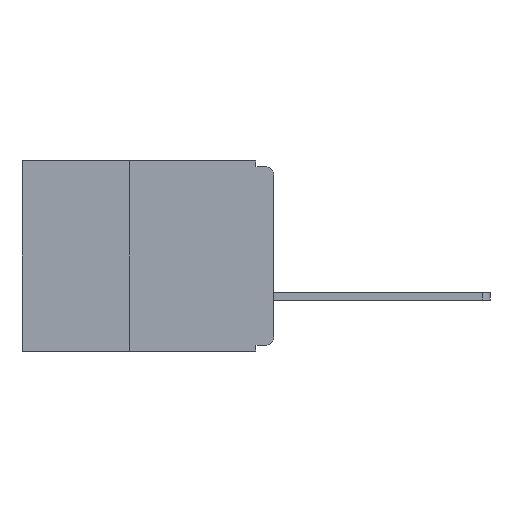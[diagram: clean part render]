
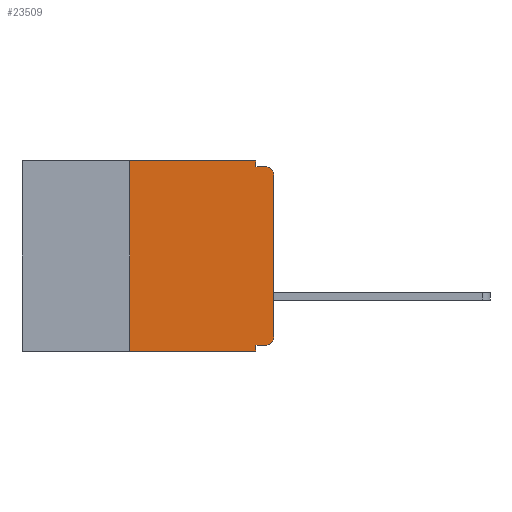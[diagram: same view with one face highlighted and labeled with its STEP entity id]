
A CAD part, left-side view. The second image highlights one B-rep face of the part: STEP entity #23509.
In plain terms, the highlighted planar face has unit normal (-1, 0, 0).
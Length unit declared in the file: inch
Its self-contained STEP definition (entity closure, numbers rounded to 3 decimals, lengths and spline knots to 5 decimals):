
#679 = ORIENTED_EDGE ( 'NONE', *, *, #5827, .T. ) ;
#839 = CARTESIAN_POINT ( 'NONE',  ( 0., 0.031, -0.33 ) ) ;
#1529 = CARTESIAN_POINT ( 'NONE',  ( 0., 0.031, -0.32 ) ) ;
#1709 = CARTESIAN_POINT ( 'NONE',  ( 0., 0.015, -0.32 ) ) ;
#1719 = EDGE_CURVE ( 'NONE', #25953, #25818, #17510, .T. ) ;
#2534 = CARTESIAN_POINT ( 'NONE',  ( 0., 0., -0.01 ) ) ;
#2741 = DIRECTION ( 'NONE',  ( 0., 0., -1. ) ) ;
#2819 = ORIENTED_EDGE ( 'NONE', *, *, #24312, .F. ) ;
#2914 = LINE ( 'NONE', #839, #9556 ) ;
#2974 = AXIS2_PLACEMENT_3D ( 'NONE', #23321, #10812, #25353 ) ;
#3052 = DIRECTION ( 'NONE',  ( 0., 0., -1. ) ) ;
#3097 = EDGE_CURVE ( 'NONE', #14385, #13143, #25311, .T. ) ;
#3120 = LINE ( 'NONE', #8439, #25093 ) ;
#3765 = ORIENTED_EDGE ( 'NONE', *, *, #11455, .F. ) ;
#4156 = DIRECTION ( 'NONE',  ( -1., 0., 0. ) ) ;
#4359 = LINE ( 'NONE', #10922, #14627 ) ;
#4529 = CARTESIAN_POINT ( 'NONE',  ( 0., 0.015, -0.025 ) ) ;
#4711 = VECTOR ( 'NONE', #24651, 39.37008 ) ;
#5186 = CARTESIAN_POINT ( 'NONE',  ( 0., 0.25, -0.33 ) ) ;
#5479 = LINE ( 'NONE', #2534, #6189 ) ;
#5827 = EDGE_CURVE ( 'NONE', #25953, #23123, #13476, .T. ) ;
#5842 = CARTESIAN_POINT ( 'NONE',  ( 0., 0.25, 0. ) ) ;
#6189 = VECTOR ( 'NONE', #15636, 39.37008 ) ;
#6302 = DIRECTION ( 'NONE',  ( 0., 1., 0. ) ) ;
#7579 = VERTEX_POINT ( 'NONE', #22432 ) ;
#7646 = ORIENTED_EDGE ( 'NONE', *, *, #1719, .F. ) ;
#7833 = EDGE_CURVE ( 'NONE', #8035, #14385, #3120, .T. ) ;
#8035 = VERTEX_POINT ( 'NONE', #24103 ) ;
#8280 = VERTEX_POINT ( 'NONE', #22921 ) ;
#8439 = CARTESIAN_POINT ( 'NONE',  ( 0., 0., 0. ) ) ;
#9556 = VECTOR ( 'NONE', #3052, 39.37008 ) ;
#9895 = EDGE_LOOP ( 'NONE', ( #18741, #25121, #2819, #23614, #18743, #7646, #679, #3765, #16761, #23241 ) ) ;
#10258 = EDGE_CURVE ( 'NONE', #25818, #8280, #21168, .T. ) ;
#10812 = DIRECTION ( 'NONE',  ( 1., 0., 0. ) ) ;
#10922 = CARTESIAN_POINT ( 'NONE',  ( 0., 0.031, 0. ) ) ;
#11455 = EDGE_CURVE ( 'NONE', #26707, #23123, #2914, .T. ) ;
#11506 = CARTESIAN_POINT ( 'NONE',  ( 0., 0.015, -0.01 ) ) ;
#12166 = CARTESIAN_POINT ( 'NONE',  ( 0., 0.015, -0.305 ) ) ;
#13116 = AXIS2_PLACEMENT_3D ( 'NONE', #12166, #26585, #14274 ) ;
#13124 = AXIS2_PLACEMENT_3D ( 'NONE', #4529, #4156, #2741 ) ;
#13143 = VERTEX_POINT ( 'NONE', #11506 ) ;
#13471 = LINE ( 'NONE', #19200, #16490 ) ;
#13476 = LINE ( 'NONE', #23636, #18494 ) ;
#13516 = CARTESIAN_POINT ( 'NONE',  ( 0., 0., -0.025 ) ) ;
#14274 = DIRECTION ( 'NONE',  ( 0., 0., -1. ) ) ;
#14385 = VERTEX_POINT ( 'NONE', #13516 ) ;
#14552 = EDGE_CURVE ( 'NONE', #25302, #8035, #22200, .T. ) ;
#14627 = VECTOR ( 'NONE', #23517, 39.37008 ) ;
#15636 = DIRECTION ( 'NONE',  ( 0., -1., 0. ) ) ;
#16366 = EDGE_CURVE ( 'NONE', #25302, #26707, #13471, .T. ) ;
#16490 = VECTOR ( 'NONE', #6302, 39.37008 ) ;
#16761 = ORIENTED_EDGE ( 'NONE', *, *, #16366, .F. ) ;
#16856 = VECTOR ( 'NONE', #26517, 39.37008 ) ;
#17132 = PLANE ( 'NONE',  #2974 ) ;
#17510 = LINE ( 'NONE', #5186, #16856 ) ;
#18494 = VECTOR ( 'NONE', #23582, 39.37008 ) ;
#18741 = ORIENTED_EDGE ( 'NONE', *, *, #7833, .T. ) ;
#18743 = ORIENTED_EDGE ( 'NONE', *, *, #10258, .F. ) ;
#19200 = CARTESIAN_POINT ( 'NONE',  ( 0., 0., -0.32 ) ) ;
#19498 = CARTESIAN_POINT ( 'NONE',  ( 0., 0.25, -0.33 ) ) ;
#19976 = CARTESIAN_POINT ( 'NONE',  ( 0., 0.031, -0.33 ) ) ;
#21168 = LINE ( 'NONE', #22594, #4711 ) ;
#21282 = FACE_OUTER_BOUND ( 'NONE', #9895, .T. ) ;
#22200 = CIRCLE ( 'NONE', #13116, 0.015 ) ;
#22432 = CARTESIAN_POINT ( 'NONE',  ( 0., 0.031, -0.01 ) ) ;
#22594 = CARTESIAN_POINT ( 'NONE',  ( 0., 0.437, 0. ) ) ;
#22921 = CARTESIAN_POINT ( 'NONE',  ( 0., 0.031, 0. ) ) ;
#23123 = VERTEX_POINT ( 'NONE', #19976 ) ;
#23213 = DIRECTION ( 'NONE',  ( 0., 0., 1. ) ) ;
#23241 = ORIENTED_EDGE ( 'NONE', *, *, #14552, .T. ) ;
#23321 = CARTESIAN_POINT ( 'NONE',  ( 0., 0.437, 0. ) ) ;
#23509 = ADVANCED_FACE ( 'NONE', ( #21282 ), #17132, .F. ) ;
#23517 = DIRECTION ( 'NONE',  ( 0., 0., -1. ) ) ;
#23582 = DIRECTION ( 'NONE',  ( 0., -1., 0. ) ) ;
#23614 = ORIENTED_EDGE ( 'NONE', *, *, #25423, .F. ) ;
#23636 = CARTESIAN_POINT ( 'NONE',  ( 0., 0.437, -0.33 ) ) ;
#24103 = CARTESIAN_POINT ( 'NONE',  ( 0., 0., -0.305 ) ) ;
#24312 = EDGE_CURVE ( 'NONE', #7579, #13143, #5479, .T. ) ;
#24651 = DIRECTION ( 'NONE',  ( 0., -1., 0. ) ) ;
#25093 = VECTOR ( 'NONE', #23213, 39.37008 ) ;
#25121 = ORIENTED_EDGE ( 'NONE', *, *, #3097, .T. ) ;
#25302 = VERTEX_POINT ( 'NONE', #1709 ) ;
#25311 = CIRCLE ( 'NONE', #13124, 0.015 ) ;
#25353 = DIRECTION ( 'NONE',  ( 0., 0., -1. ) ) ;
#25423 = EDGE_CURVE ( 'NONE', #8280, #7579, #4359, .T. ) ;
#25818 = VERTEX_POINT ( 'NONE', #5842 ) ;
#25953 = VERTEX_POINT ( 'NONE', #19498 ) ;
#26517 = DIRECTION ( 'NONE',  ( 0., 0., 1. ) ) ;
#26585 = DIRECTION ( 'NONE',  ( -1., 0., 0. ) ) ;
#26707 = VERTEX_POINT ( 'NONE', #1529 ) ;
